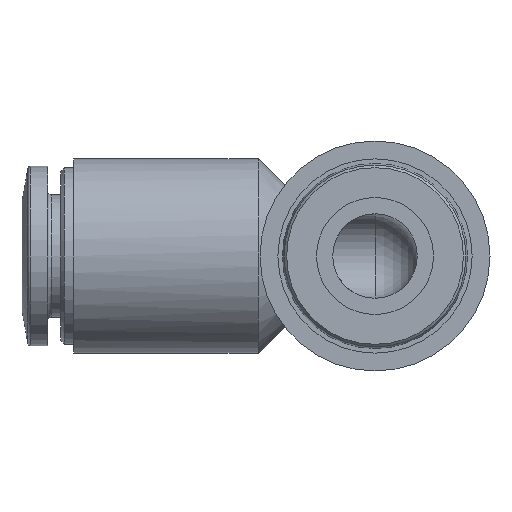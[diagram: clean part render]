
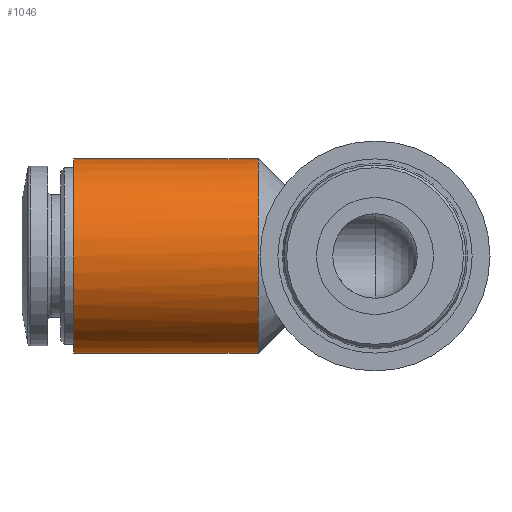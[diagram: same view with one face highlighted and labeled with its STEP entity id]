
A CAD part, front view. The second image highlights one B-rep face of the part: STEP entity #1046.
In plain terms, the highlighted cylindrical face has radius 7.5 mm (diameter 15 mm), a full revolution.
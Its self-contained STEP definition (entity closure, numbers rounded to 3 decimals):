
#115=CYLINDRICAL_SURFACE('',#1145,7.5);
#221=ORIENTED_EDGE('',*,*,#307,.F.);
#222=ORIENTED_EDGE('',*,*,#347,.T.);
#307=EDGE_CURVE('',#384,#384,#440,.T.);
#347=EDGE_CURVE('',#419,#419,#467,.T.);
#384=VERTEX_POINT('',#1464);
#419=VERTEX_POINT('',#1585);
#440=CIRCLE('',#1089,7.5);
#467=CIRCLE('',#1144,7.5);
#538=EDGE_LOOP('',(#221));
#539=EDGE_LOOP('',(#222));
#624=FACE_BOUND('',#538,.T.);
#625=FACE_BOUND('',#539,.T.);
#1046=ADVANCED_FACE('',(#624,#625),#115,.T.);
#1089=AXIS2_PLACEMENT_3D('',#1463,#1218,#1219);
#1144=AXIS2_PLACEMENT_3D('',#1584,#1335,#1336);
#1145=AXIS2_PLACEMENT_3D('',#1586,#1337,#1338);
#1218=DIRECTION('',(1.,0.,0.));
#1219=DIRECTION('',(0.,0.,-1.));
#1335=DIRECTION('',(1.,0.,0.));
#1336=DIRECTION('',(0.,0.,-1.));
#1337=DIRECTION('',(1.,0.,0.));
#1338=DIRECTION('',(0.,0.,-1.));
#1463=CARTESIAN_POINT('',(-9.,10.55,0.));
#1464=CARTESIAN_POINT('',(-9.,10.55,-7.5));
#1584=CARTESIAN_POINT('',(-23.2,10.55,0.));
#1585=CARTESIAN_POINT('',(-23.2,10.55,-7.5));
#1586=CARTESIAN_POINT('',(0.,10.55,0.));
